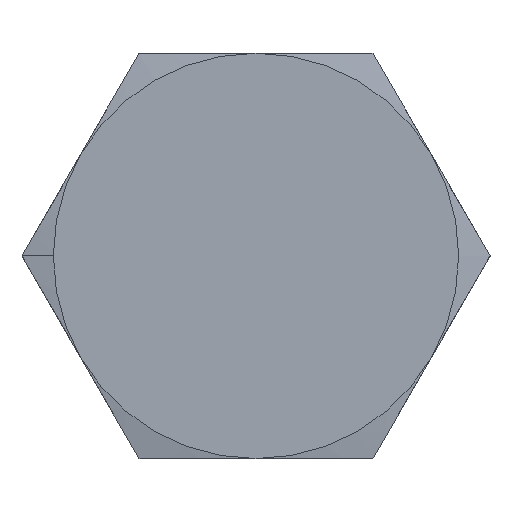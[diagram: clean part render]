
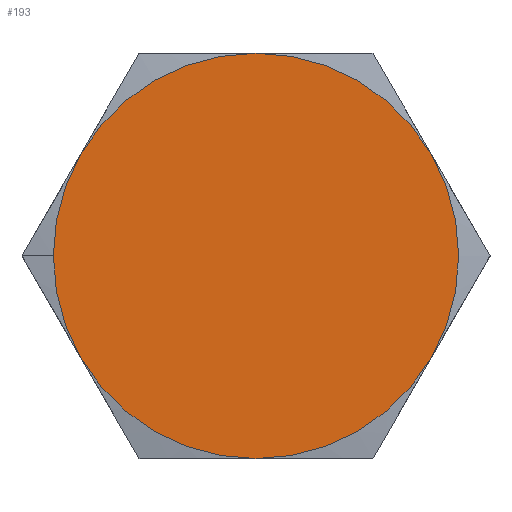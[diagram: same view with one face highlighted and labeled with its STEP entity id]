
A CAD part, top view. The second image highlights one B-rep face of the part: STEP entity #193.
In plain terms, the highlighted planar face has unit normal (0, 0, 1).
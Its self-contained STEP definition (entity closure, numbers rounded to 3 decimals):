
#38 = VERTEX_POINT ( 'NONE', #326 ) ;
#59 = EDGE_CURVE ( 'NONE', #108, #77, #404, .T. ) ;
#62 = EDGE_CURVE ( 'NONE', #108, #38, #399, .T. ) ;
#70 = EDGE_CURVE ( 'NONE', #112, #77, #420, .T. ) ;
#74 = VERTEX_POINT ( 'NONE', #419 ) ;
#77 = VERTEX_POINT ( 'NONE', #643 ) ;
#90 = EDGE_CURVE ( 'NONE', #74, #209, #559, .T. ) ;
#97 = EDGE_CURVE ( 'NONE', #210, #112, #641, .T. ) ;
#108 = VERTEX_POINT ( 'NONE', #615 ) ;
#112 = VERTEX_POINT ( 'NONE', #566 ) ;
#149 = EDGE_CURVE ( 'NONE', #38, #74, #503, .T. ) ;
#192 = ORIENTED_EDGE ( 'NONE', *, *, #90, .F. ) ;
#193 = ADVANCED_FACE ( 'NONE', ( #846 ), #810, .F. ) ;
#208 = EDGE_CURVE ( 'NONE', #209, #210, #883, .T. ) ;
#209 = VERTEX_POINT ( 'NONE', #884 ) ;
#210 = VERTEX_POINT ( 'NONE', #824 ) ;
#268 = EDGE_LOOP ( 'NONE', ( #283, #273, #274, #192, #269, #270, #271 ) ) ;
#269 = ORIENTED_EDGE ( 'NONE', *, *, #149, .F. ) ;
#270 = ORIENTED_EDGE ( 'NONE', *, *, #62, .F. ) ;
#271 = ORIENTED_EDGE ( 'NONE', *, *, #59, .T. ) ;
#273 = ORIENTED_EDGE ( 'NONE', *, *, #97, .F. ) ;
#274 = ORIENTED_EDGE ( 'NONE', *, *, #208, .F. ) ;
#283 = ORIENTED_EDGE ( 'NONE', *, *, #70, .F. ) ;
#326 = CARTESIAN_POINT ( 'NONE',  ( 12.99, -7.5, 12. ) ) ;
#396 = DIRECTION ( 'NONE',  ( -1., 0., 0. ) ) ;
#397 = DIRECTION ( 'NONE',  ( 0., 0., -1. ) ) ;
#398 = AXIS2_PLACEMENT_3D ( 'NONE', #405, #397, #396 ) ;
#399 = CIRCLE ( 'NONE', #398, 15. ) ;
#401 = DIRECTION ( 'NONE',  ( 1., 0., 0. ) ) ;
#402 = DIRECTION ( 'NONE',  ( 0., 0., 1. ) ) ;
#403 = AXIS2_PLACEMENT_3D ( 'NONE', #412, #402, #401 ) ;
#404 = CIRCLE ( 'NONE', #403, 15. ) ;
#405 = CARTESIAN_POINT ( 'NONE',  ( 0., 0., 12. ) ) ;
#412 = CARTESIAN_POINT ( 'NONE',  ( 0., 0., 12. ) ) ;
#418 = AXIS2_PLACEMENT_3D ( 'NONE', #423, #422, #421 ) ;
#419 = CARTESIAN_POINT ( 'NONE',  ( 0., -15., 12. ) ) ;
#420 = CIRCLE ( 'NONE', #418, 15. ) ;
#421 = DIRECTION ( 'NONE',  ( -1., 0., 0. ) ) ;
#422 = DIRECTION ( 'NONE',  ( 0., 0., -1. ) ) ;
#423 = CARTESIAN_POINT ( 'NONE',  ( 0., 0., 12. ) ) ;
#467 = DIRECTION ( 'NONE',  ( 0., 0., -1. ) ) ;
#497 = CARTESIAN_POINT ( 'NONE',  ( 0., 0., 12. ) ) ;
#503 = CIRCLE ( 'NONE', #517, 15. ) ;
#517 = AXIS2_PLACEMENT_3D ( 'NONE', #497, #467, #532 ) ;
#532 = DIRECTION ( 'NONE',  ( -1., 0., 0. ) ) ;
#555 = DIRECTION ( 'NONE',  ( -1., 0., 0. ) ) ;
#556 = DIRECTION ( 'NONE',  ( 0., 0., -1. ) ) ;
#557 = CARTESIAN_POINT ( 'NONE',  ( 0., 0., 12. ) ) ;
#558 = AXIS2_PLACEMENT_3D ( 'NONE', #557, #556, #555 ) ;
#559 = CIRCLE ( 'NONE', #558, 15. ) ;
#566 = CARTESIAN_POINT ( 'NONE',  ( -12.99, 7.5, 12. ) ) ;
#615 = CARTESIAN_POINT ( 'NONE',  ( 12.99, 7.5, 12. ) ) ;
#637 = DIRECTION ( 'NONE',  ( -1., 0., 0. ) ) ;
#638 = DIRECTION ( 'NONE',  ( 0., 0., -1. ) ) ;
#639 = CARTESIAN_POINT ( 'NONE',  ( 0., 0., 12. ) ) ;
#640 = AXIS2_PLACEMENT_3D ( 'NONE', #639, #638, #637 ) ;
#641 = CIRCLE ( 'NONE', #640, 15. ) ;
#643 = CARTESIAN_POINT ( 'NONE',  ( 0., 15., 12. ) ) ;
#810 = PLANE ( 'NONE',  #836 ) ;
#824 = CARTESIAN_POINT ( 'NONE',  ( -15., 0., 12. ) ) ;
#836 = AXIS2_PLACEMENT_3D ( 'NONE', #867, #866, #865 ) ;
#846 = FACE_OUTER_BOUND ( 'NONE', #268, .T. ) ;
#865 = DIRECTION ( 'NONE',  ( -1., 0., 0. ) ) ;
#866 = DIRECTION ( 'NONE',  ( 0., 0., -1. ) ) ;
#867 = CARTESIAN_POINT ( 'NONE',  ( 0., 17.321, 12. ) ) ;
#879 = DIRECTION ( 'NONE',  ( -1., 0., 0. ) ) ;
#880 = DIRECTION ( 'NONE',  ( 0., 0., -1. ) ) ;
#881 = CARTESIAN_POINT ( 'NONE',  ( 0., 0., 12. ) ) ;
#882 = AXIS2_PLACEMENT_3D ( 'NONE', #881, #880, #879 ) ;
#883 = CIRCLE ( 'NONE', #882, 15. ) ;
#884 = CARTESIAN_POINT ( 'NONE',  ( -12.99, -7.5, 12. ) ) ;
